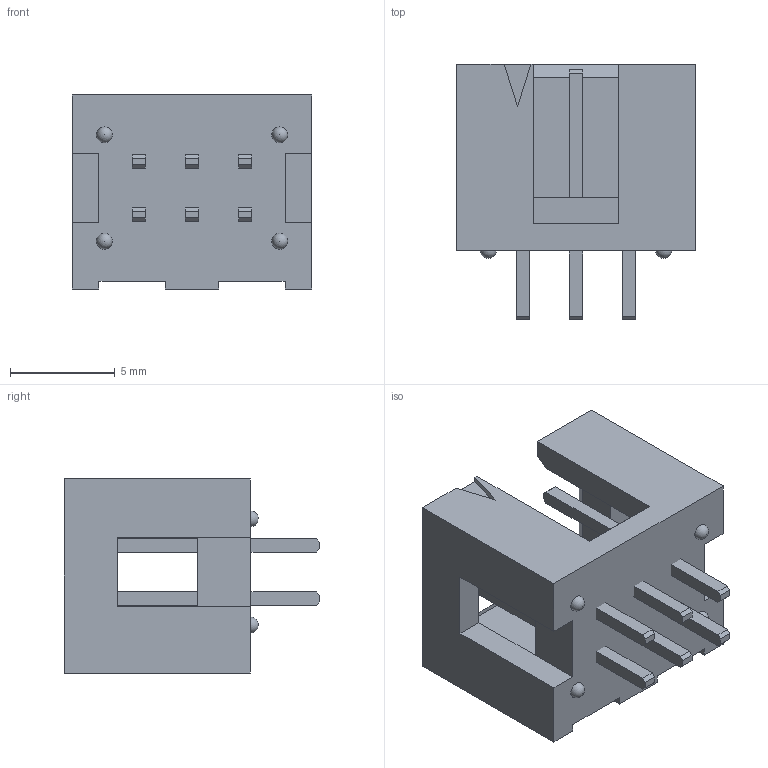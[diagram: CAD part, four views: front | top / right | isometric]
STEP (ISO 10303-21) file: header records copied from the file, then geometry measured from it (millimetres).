
FILE_DESCRIPTION( ( 'STEP AP203' ), '1' );
FILE_NAME( 'HTSS-103-01-G-D.stp', '2019-10-28T04:37:27', ( '' ), ( '' ), ' ', 'PARTsolutions', ' ' );
FILE_SCHEMA( ( 'CONFIG_CONTROL_DESIGN' ) );
Length unit declared in the file: inch
Products named in the file (3): HTSS-103-01-G-D; _HTSS-103-01-D_header; _T-1S6-03-01-D_HTSS
Assembly tree (2 placements, depth 2):
  HTSS-103-01-G-D
    _HTSS-103-01-D_header
    _T-1S6-03-01-D_HTSS
Bounding box: 11.43 x 12.19 x 9.27 mm (x, y, z)
Volume: 504.4 mm3; surface area: 944.6 mm2
Topology: 2 solids, 2 shells, 114 faces, 336 edges, 222 vertices
Faces by surface type: plane 110, sphere 4
Entity records: 3756 total; most frequent: CARTESIAN_POINT 659, ORIENTED_EDGE 648, DIRECTION 562, EDGE_CURVE 324, LINE 320, VECTOR 320, VERTEX_POINT 218, AXIS2_PLACEMENT_3D 121
